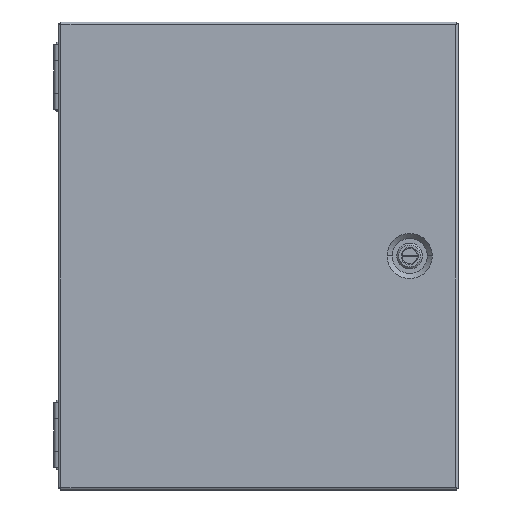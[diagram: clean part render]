
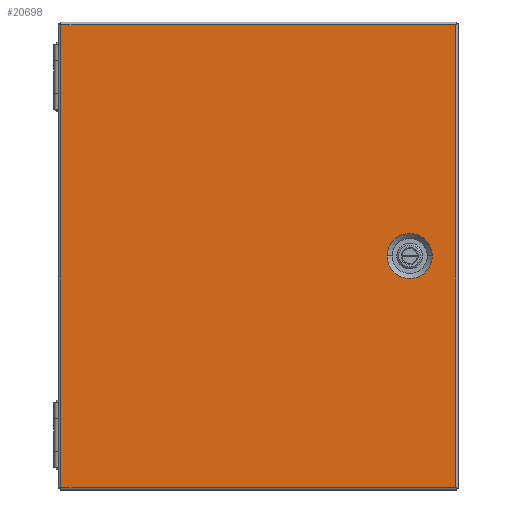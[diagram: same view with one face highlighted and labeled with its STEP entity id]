
A CAD part, top view. The second image highlights one B-rep face of the part: STEP entity #20698.
In plain terms, the highlighted planar face has unit normal (0, 0, 1).
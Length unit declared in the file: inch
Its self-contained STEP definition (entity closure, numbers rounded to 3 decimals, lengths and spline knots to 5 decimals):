
#636 = AXIS2_PLACEMENT_3D ( 'NONE', #12284, #10339, #1010 ) ;
#1010 = DIRECTION ( 'NONE',  ( 1., 0., 0. ) ) ;
#1100 = CARTESIAN_POINT ( 'NONE',  ( -6.0855, -7.104, 4.118 ) ) ;
#1346 = AXIS2_PLACEMENT_3D ( 'NONE', #7462, #9279, #22148 ) ;
#1961 = PLANE ( 'NONE',  #1346 ) ;
#2699 = VECTOR ( 'NONE', #12912, 39.37008 ) ;
#3054 = CARTESIAN_POINT ( 'NONE',  ( 6.0425, -7.104, 4.118 ) ) ;
#3312 = EDGE_CURVE ( 'NONE', #16556, #18476, #23193, .T. ) ;
#3427 = DIRECTION ( 'NONE',  ( 0., 0., -1. ) ) ;
#3502 = ORIENTED_EDGE ( 'NONE', *, *, #3878, .T. ) ;
#3618 = CARTESIAN_POINT ( 'NONE',  ( 5.32339, 0., 4.118 ) ) ;
#3743 = DIRECTION ( 'NONE',  ( 1., 0., 0. ) ) ;
#3878 = EDGE_CURVE ( 'NONE', #13977, #16556, #7923, .T. ) ;
#4300 = EDGE_CURVE ( 'NONE', #13201, #17968, #13259, .T. ) ;
#5298 = DIRECTION ( 'NONE',  ( -1., 0., 0. ) ) ;
#5312 = VERTEX_POINT ( 'NONE', #8853 ) ;
#5835 = LINE ( 'NONE', #21686, #6722 ) ;
#5975 = ORIENTED_EDGE ( 'NONE', *, *, #3312, .T. ) ;
#6225 = VECTOR ( 'NONE', #14644, 39.37008 ) ;
#6722 = VECTOR ( 'NONE', #5298, 39.37008 ) ;
#7327 = CARTESIAN_POINT ( 'NONE',  ( -6.0855, -7.104, 4.118 ) ) ;
#7462 = CARTESIAN_POINT ( 'NONE',  ( 6.0425, -7.104, 4.118 ) ) ;
#7498 = CARTESIAN_POINT ( 'NONE',  ( 6.0425, -7.104, 4.118 ) ) ;
#7672 = EDGE_CURVE ( 'NONE', #18476, #5312, #5835, .T. ) ;
#7923 = LINE ( 'NONE', #7498, #2699 ) ;
#8544 = EDGE_LOOP ( 'NONE', ( #17176, #20355 ) ) ;
#8853 = CARTESIAN_POINT ( 'NONE',  ( -6.0855, 7.104, 4.118 ) ) ;
#9279 = DIRECTION ( 'NONE',  ( 0., 0., 1. ) ) ;
#9870 = ORIENTED_EDGE ( 'NONE', *, *, #7672, .T. ) ;
#10339 = DIRECTION ( 'NONE',  ( 0., 0., -1. ) ) ;
#10811 = ORIENTED_EDGE ( 'NONE', *, *, #18375, .T. ) ;
#10836 = LINE ( 'NONE', #7327, #12265 ) ;
#12221 = CIRCLE ( 'NONE', #636, 0.69489 ) ;
#12265 = VECTOR ( 'NONE', #12522, 39.37008 ) ;
#12284 = CARTESIAN_POINT ( 'NONE',  ( 4.6285, 0., 4.118 ) ) ;
#12522 = DIRECTION ( 'NONE',  ( 0., -1., 0. ) ) ;
#12912 = DIRECTION ( 'NONE',  ( 1., 0., 0. ) ) ;
#13201 = VERTEX_POINT ( 'NONE', #3618 ) ;
#13259 = CIRCLE ( 'NONE', #21193, 0.69489 ) ;
#13977 = VERTEX_POINT ( 'NONE', #1100 ) ;
#14330 = EDGE_CURVE ( 'NONE', #17968, #13201, #12221, .T. ) ;
#14404 = CARTESIAN_POINT ( 'NONE',  ( 4.6285, 0., 4.118 ) ) ;
#14644 = DIRECTION ( 'NONE',  ( 0., 1., 0. ) ) ;
#16366 = CARTESIAN_POINT ( 'NONE',  ( 6.0425, -7.104, 4.118 ) ) ;
#16556 = VERTEX_POINT ( 'NONE', #3054 ) ;
#16617 = CARTESIAN_POINT ( 'NONE',  ( 6.0425, 7.104, 4.118 ) ) ;
#17176 = ORIENTED_EDGE ( 'NONE', *, *, #4300, .T. ) ;
#17968 = VERTEX_POINT ( 'NONE', #18424 ) ;
#18375 = EDGE_CURVE ( 'NONE', #5312, #13977, #10836, .T. ) ;
#18424 = CARTESIAN_POINT ( 'NONE',  ( 3.93361, 0., 4.118 ) ) ;
#18476 = VERTEX_POINT ( 'NONE', #16617 ) ;
#18996 = FACE_OUTER_BOUND ( 'NONE', #21114, .T. ) ;
#20355 = ORIENTED_EDGE ( 'NONE', *, *, #14330, .T. ) ;
#20698 = ADVANCED_FACE ( 'NONE', ( #21295, #18996 ), #1961, .T. ) ;
#21114 = EDGE_LOOP ( 'NONE', ( #9870, #10811, #3502, #5975 ) ) ;
#21193 = AXIS2_PLACEMENT_3D ( 'NONE', #14404, #3427, #3743 ) ;
#21295 = FACE_BOUND ( 'NONE', #8544, .T. ) ;
#21686 = CARTESIAN_POINT ( 'NONE',  ( 6.0425, 7.104, 4.118 ) ) ;
#22148 = DIRECTION ( 'NONE',  ( 1., 0., 0. ) ) ;
#23193 = LINE ( 'NONE', #16366, #6225 ) ;
